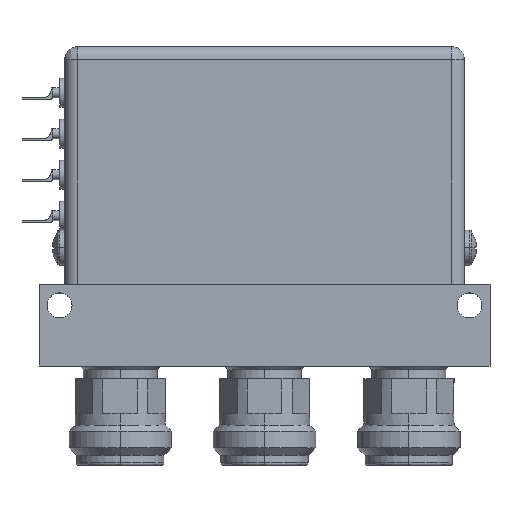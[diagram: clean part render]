
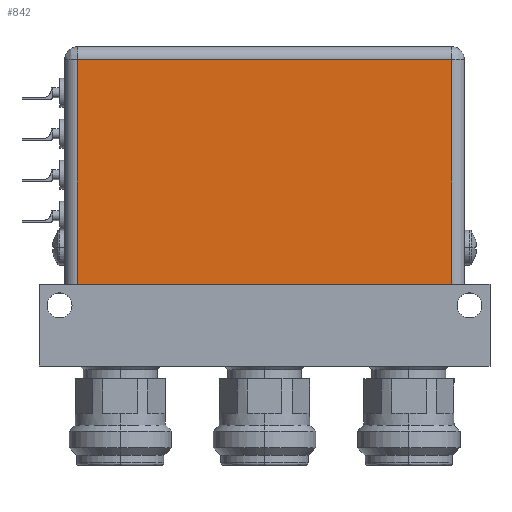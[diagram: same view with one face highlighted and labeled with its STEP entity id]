
A CAD part, top view. The second image highlights one B-rep face of the part: STEP entity #842.
In plain terms, the highlighted face is planar.
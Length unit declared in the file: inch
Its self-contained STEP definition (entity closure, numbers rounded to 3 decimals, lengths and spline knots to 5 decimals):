
#413 = DIRECTION ( 'NONE',  ( 0., 0., 1. ) ) ;
#585 = ORIENTED_EDGE ( 'NONE', *, *, #5389, .F. ) ;
#778 = ORIENTED_EDGE ( 'NONE', *, *, #3219, .F. ) ;
#842 = ADVANCED_FACE ( 'NONE', ( #21626 ), #17627, .F. ) ;
#1166 = ORIENTED_EDGE ( 'NONE', *, *, #19073, .F. ) ;
#2382 = VERTEX_POINT ( 'NONE', #23209 ) ;
#2643 = VERTEX_POINT ( 'NONE', #5065 ) ;
#2939 = CARTESIAN_POINT ( 'NONE',  ( 1.141, 1.85, -0.4375 ) ) ;
#3219 = EDGE_CURVE ( 'NONE', #2643, #17304, #12703, .T. ) ;
#4219 = ORIENTED_EDGE ( 'NONE', *, *, #21916, .F. ) ;
#5065 = CARTESIAN_POINT ( 'NONE',  ( 1.141, 1.772, -0.4375 ) ) ;
#5389 = EDGE_CURVE ( 'NONE', #18597, #2382, #23199, .T. ) ;
#6082 = CARTESIAN_POINT ( 'NONE',  ( 1.219, 1.85, -0.4375 ) ) ;
#6685 = CARTESIAN_POINT ( 'NONE',  ( 1.219, 1.772, -0.4375 ) ) ;
#7691 = VECTOR ( 'NONE', #24616, 39.37008 ) ;
#7931 = CARTESIAN_POINT ( 'NONE',  ( -1.141, 0.4, -0.4375 ) ) ;
#8719 = AXIS2_PLACEMENT_3D ( 'NONE', #6082, #413, #13908 ) ;
#8851 = DIRECTION ( 'NONE',  ( -1., 0., 0. ) ) ;
#9461 = DIRECTION ( 'NONE',  ( 1., 0., 0. ) ) ;
#11402 = CARTESIAN_POINT ( 'NONE',  ( 1.219, 0.4, -0.4375 ) ) ;
#11686 = VECTOR ( 'NONE', #8851, 39.37008 ) ;
#12703 = LINE ( 'NONE', #6685, #11686 ) ;
#13908 = DIRECTION ( 'NONE',  ( 1., 0., 0. ) ) ;
#14310 = DIRECTION ( 'NONE',  ( 0., -1., 0. ) ) ;
#15617 = EDGE_LOOP ( 'NONE', ( #585, #1166, #778, #4219 ) ) ;
#17304 = VERTEX_POINT ( 'NONE', #23488 ) ;
#17627 = PLANE ( 'NONE',  #8719 ) ;
#17911 = LINE ( 'NONE', #23564, #24729 ) ;
#18597 = VERTEX_POINT ( 'NONE', #7931 ) ;
#19073 = EDGE_CURVE ( 'NONE', #17304, #18597, #17911, .T. ) ;
#20532 = LINE ( 'NONE', #2939, #7691 ) ;
#21626 = FACE_OUTER_BOUND ( 'NONE', #15617, .T. ) ;
#21916 = EDGE_CURVE ( 'NONE', #2382, #2643, #20532, .T. ) ;
#21951 = VECTOR ( 'NONE', #9461, 39.37008 ) ;
#23199 = LINE ( 'NONE', #11402, #21951 ) ;
#23209 = CARTESIAN_POINT ( 'NONE',  ( 1.141, 0.4, -0.4375 ) ) ;
#23488 = CARTESIAN_POINT ( 'NONE',  ( -1.141, 1.772, -0.4375 ) ) ;
#23564 = CARTESIAN_POINT ( 'NONE',  ( -1.141, 1.85, -0.4375 ) ) ;
#24616 = DIRECTION ( 'NONE',  ( 0., 1., 0. ) ) ;
#24729 = VECTOR ( 'NONE', #14310, 39.37008 ) ;
